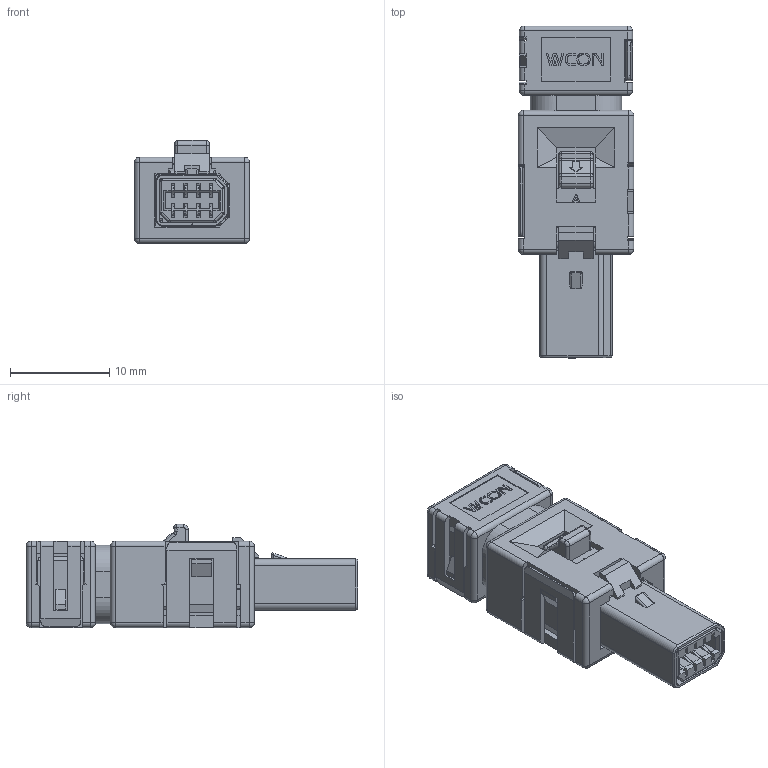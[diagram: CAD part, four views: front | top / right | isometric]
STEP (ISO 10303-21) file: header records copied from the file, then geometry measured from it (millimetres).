
FILE_DESCRIPTION( ('This file contains a STEP AP42 implementation' ,'as created by ZW3D STEP Interface translator.') ,'2;1' );
FILE_NAME( '6362-08MDISXMCBA1.stp' ,'231023.142250', (''), ('ZWCAD Software Co.'), 'Version 1.0', 'ZW3D to STEP translator', '' );
FILE_SCHEMA(('AUTOMOTIVE_DESIGN { 1 0 10303 214 1 1 1 1 }'));
Length unit declared in the file: millimetre
Products named in the file (2): 0; 6362-08MDIS4MCBA1
Bounding box: 11.62 x 33.44 x 10.4 mm (x, y, z)
Volume: 1570.1 mm3; surface area: 4503.1 mm2
Topology: 1 solids, 1 shells, 2597 faces, 7425 edges, 4790 vertices
Faces by surface type: plane 1982, cylinder 436, bspline 136, sphere 28, torus 9, cone 6
Full cylindrical faces by diameter (mm): 0.6 x8, 7.1 x1
Entity records: 95047 total; most frequent: CARTESIAN_POINT 25086, ORIENTED_EDGE 14852, DIRECTION 12859, EDGE_CURVE 7424, VECTOR 6121, LINE 6121, VERTEX_POINT 4790, AXIS2_PLACEMENT_3D 3369
